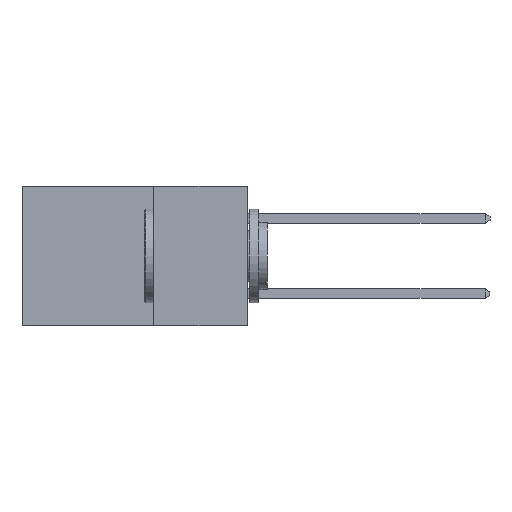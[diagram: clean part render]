
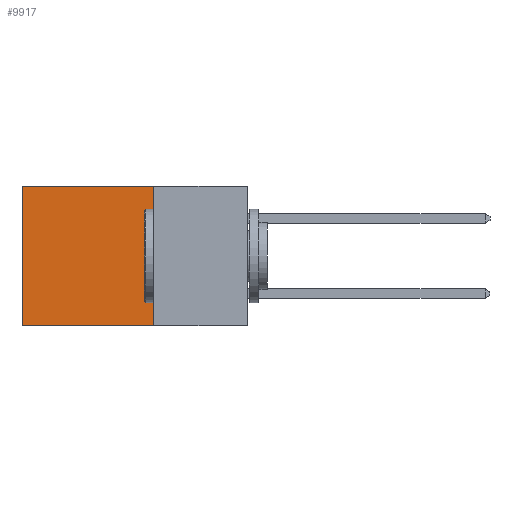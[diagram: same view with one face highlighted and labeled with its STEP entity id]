
A CAD part, left-side view. The second image highlights one B-rep face of the part: STEP entity #9917.
In plain terms, the highlighted planar face has unit normal (-1, 0, 0).
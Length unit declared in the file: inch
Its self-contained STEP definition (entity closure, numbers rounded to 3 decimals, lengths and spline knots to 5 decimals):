
#1608 = ORIENTED_EDGE ( 'NONE', *, *, #4170, .T. ) ;
#1768 = CARTESIAN_POINT ( 'NONE',  ( 0.298, 0.25, 0. ) ) ;
#2383 = VECTOR ( 'NONE', #5459, 39.37008 ) ;
#2561 = CARTESIAN_POINT ( 'NONE',  ( 0.298, 0.6, 0. ) ) ;
#3401 = DIRECTION ( 'NONE',  ( 0., 0., -1. ) ) ;
#4170 = EDGE_CURVE ( 'NONE', #9149, #9078, #8405, .T. ) ;
#4340 = DIRECTION ( 'NONE',  ( 1., 0., 0. ) ) ;
#4984 = VECTOR ( 'NONE', #12898, 39.37008 ) ;
#5285 = VERTEX_POINT ( 'NONE', #13361 ) ;
#5398 = ORIENTED_EDGE ( 'NONE', *, *, #12429, .F. ) ;
#5405 = DIRECTION ( 'NONE',  ( 0., 0., -1. ) ) ;
#5459 = DIRECTION ( 'NONE',  ( 0., 1., 0. ) ) ;
#5502 = CARTESIAN_POINT ( 'NONE',  ( 0.298, 0.25, 0. ) ) ;
#5588 = LINE ( 'NONE', #7307, #2383 ) ;
#6183 = ORIENTED_EDGE ( 'NONE', *, *, #12528, .F. ) ;
#6447 = EDGE_LOOP ( 'NONE', ( #1608, #5398, #6183, #12714 ) ) ;
#7060 = LINE ( 'NONE', #1768, #9617 ) ;
#7307 = CARTESIAN_POINT ( 'NONE',  ( 0.298, 0.25, 0. ) ) ;
#8019 = CARTESIAN_POINT ( 'NONE',  ( 0.298, 0.6, 0. ) ) ;
#8278 = EDGE_CURVE ( 'NONE', #5285, #9149, #5588, .T. ) ;
#8405 = LINE ( 'NONE', #2561, #13673 ) ;
#8418 = LINE ( 'NONE', #13904, #4984 ) ;
#8561 = AXIS2_PLACEMENT_3D ( 'NONE', #5502, #4340, #12103 ) ;
#8946 = VERTEX_POINT ( 'NONE', #9343 ) ;
#9078 = VERTEX_POINT ( 'NONE', #14496 ) ;
#9149 = VERTEX_POINT ( 'NONE', #8019 ) ;
#9343 = CARTESIAN_POINT ( 'NONE',  ( 0.298, 0.25, -0.37 ) ) ;
#9617 = VECTOR ( 'NONE', #5405, 39.37008 ) ;
#9917 = ADVANCED_FACE ( 'NONE', ( #12437 ), #11072, .F. ) ;
#11072 = PLANE ( 'NONE',  #8561 ) ;
#12103 = DIRECTION ( 'NONE',  ( 0., 0., -1. ) ) ;
#12429 = EDGE_CURVE ( 'NONE', #8946, #9078, #8418, .T. ) ;
#12437 = FACE_OUTER_BOUND ( 'NONE', #6447, .T. ) ;
#12528 = EDGE_CURVE ( 'NONE', #5285, #8946, #7060, .T. ) ;
#12714 = ORIENTED_EDGE ( 'NONE', *, *, #8278, .T. ) ;
#12898 = DIRECTION ( 'NONE',  ( 0., 1., 0. ) ) ;
#13361 = CARTESIAN_POINT ( 'NONE',  ( 0.298, 0.25, 0. ) ) ;
#13673 = VECTOR ( 'NONE', #3401, 39.37008 ) ;
#13904 = CARTESIAN_POINT ( 'NONE',  ( 0.298, 0.25, -0.37 ) ) ;
#14496 = CARTESIAN_POINT ( 'NONE',  ( 0.298, 0.6, -0.37 ) ) ;
